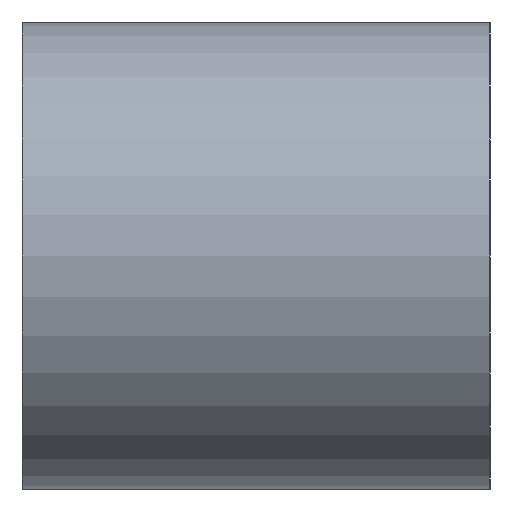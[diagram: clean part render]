
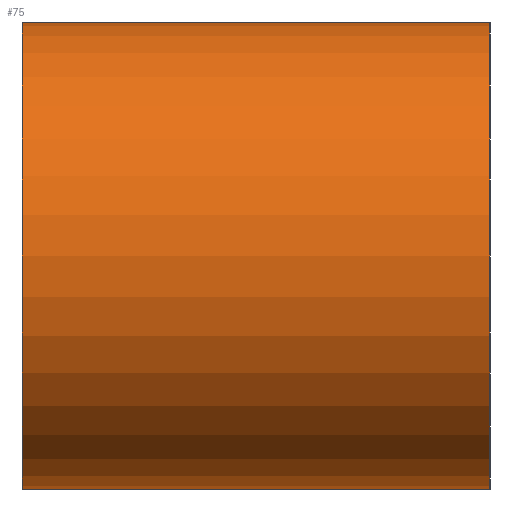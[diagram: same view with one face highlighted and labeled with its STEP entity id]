
A CAD part, left-side view. The second image highlights one B-rep face of the part: STEP entity #75.
In plain terms, the highlighted cylindrical face has radius 3 mm (diameter 6 mm), a partial arc.
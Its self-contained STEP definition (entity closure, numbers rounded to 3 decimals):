
#75 = ADVANCED_FACE( '', ( #112 ), #113, .T. );
#112 = FACE_OUTER_BOUND( '', #188, .T. );
#113 = CYLINDRICAL_SURFACE( '', #189, 3. );
#188 = EDGE_LOOP( '', ( #264, #265, #266, #267 ) );
#189 = AXIS2_PLACEMENT_3D( '', #268, #269, #270 );
#264 = ORIENTED_EDGE( '', *, *, #552, .T. );
#265 = ORIENTED_EDGE( '', *, *, #553, .F. );
#266 = ORIENTED_EDGE( '', *, *, #554, .F. );
#267 = ORIENTED_EDGE( '', *, *, #555, .T. );
#268 = CARTESIAN_POINT( '', ( -12., 6., 0. ) );
#269 = DIRECTION( '', ( 0., 1., 0. ) );
#270 = DIRECTION( '', ( 0., 0., -1. ) );
#552 = EDGE_CURVE( '', #642, #643, #644, .T. );
#553 = EDGE_CURVE( '', #645, #643, #646, .T. );
#554 = EDGE_CURVE( '', #647, #645, #648, .T. );
#555 = EDGE_CURVE( '', #647, #642, #649, .T. );
#642 = VERTEX_POINT( '', #792 );
#643 = VERTEX_POINT( '', #793 );
#644 = CIRCLE( '', #794, 3. );
#645 = VERTEX_POINT( '', #795 );
#646 = LINE( '', #796, #797 );
#647 = VERTEX_POINT( '', #798 );
#648 = CIRCLE( '', #799, 3. );
#649 = LINE( '', #800, #801 );
#792 = CARTESIAN_POINT( '', ( -12., 0., -3. ) );
#793 = CARTESIAN_POINT( '', ( -12., 0., 3. ) );
#794 = AXIS2_PLACEMENT_3D( '', #1020, #1021, #1022 );
#795 = CARTESIAN_POINT( '', ( -12., 6., 3. ) );
#796 = CARTESIAN_POINT( '', ( -12., 6., 3. ) );
#797 = VECTOR( '', #1023, 1000. );
#798 = CARTESIAN_POINT( '', ( -12., 6., -3. ) );
#799 = AXIS2_PLACEMENT_3D( '', #1024, #1025, #1026 );
#800 = CARTESIAN_POINT( '', ( -12., 6., -3. ) );
#801 = VECTOR( '', #1027, 1000. );
#1020 = CARTESIAN_POINT( '', ( -12., 0., 0. ) );
#1021 = DIRECTION( '', ( 0., 1., 0. ) );
#1022 = DIRECTION( '', ( 1., 0., 0. ) );
#1023 = DIRECTION( '', ( 0., -1., 0. ) );
#1024 = CARTESIAN_POINT( '', ( -12., 6., 0. ) );
#1025 = DIRECTION( '', ( 0., 1., 0. ) );
#1026 = DIRECTION( '', ( 1., 0., 0. ) );
#1027 = DIRECTION( '', ( 0., -1., 0. ) );
